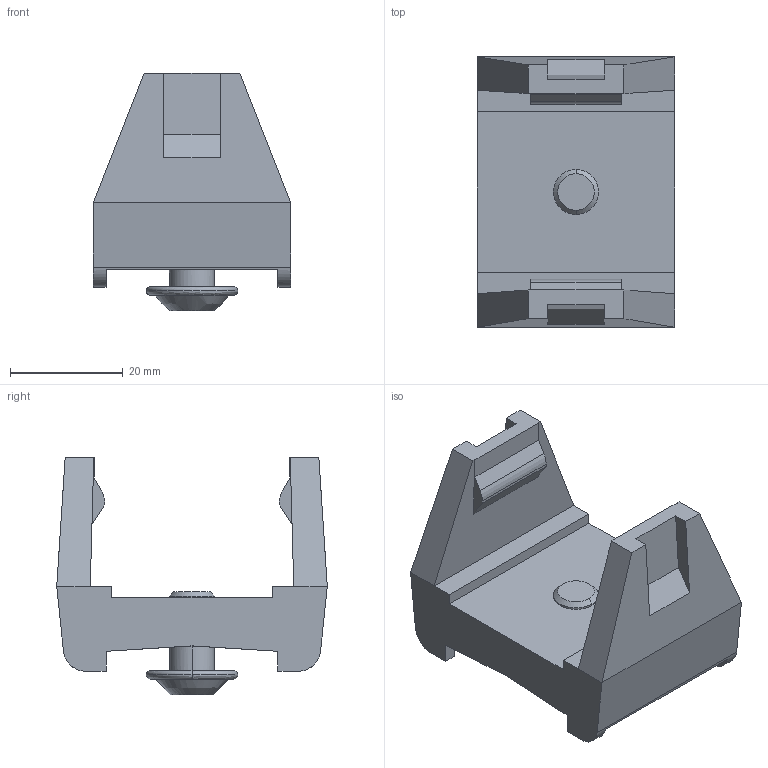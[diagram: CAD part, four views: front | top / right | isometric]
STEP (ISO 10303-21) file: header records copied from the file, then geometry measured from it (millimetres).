
FILE_DESCRIPTION (( 'STEP AP214' ), '1' );
FILE_NAME ('6750050', '2019-02-01T13:00:35', ( '' ), ('JUGARD+KÜNSTNER GmbH'), 'SwSTEP 2.0', 'SolidWorks 2017', '' );
FILE_SCHEMA (( 'AUTOMOTIVE_DESIGN' ));
Length unit declared in the file: millimetre
Products named in the file (1): 6750050_CNAJF00
Bounding box: 35 x 48 x 42.2 mm (x, y, z)
Volume: 23620.7 mm3; surface area: 8893.1 mm2
Topology: 1 solids, 1 shells, 79 faces, 208 edges, 136 vertices
Faces by surface type: plane 64, cylinder 8, bspline 5, cone 2
Entity records: 3052 total; most frequent: CARTESIAN_POINT 838, ORIENTED_EDGE 416, DIRECTION 376, EDGE_CURVE 208, VECTOR 170, LINE 170, VERTEX_POINT 136, AXIS2_PLACEMENT_3D 103
